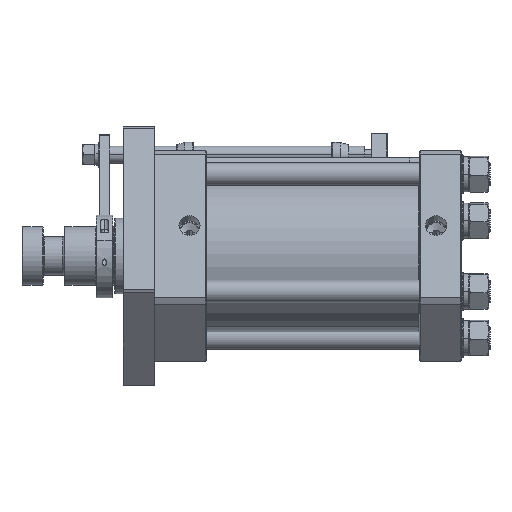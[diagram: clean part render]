
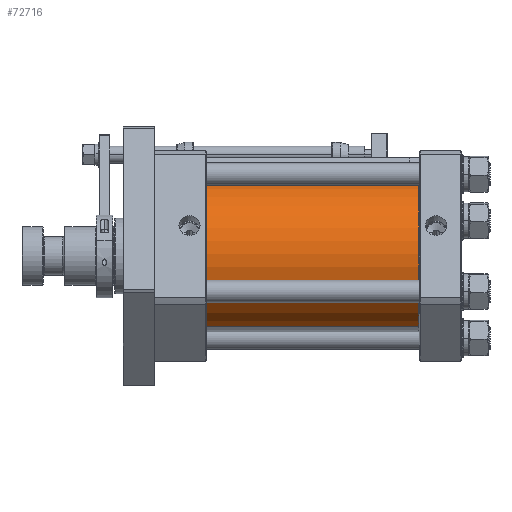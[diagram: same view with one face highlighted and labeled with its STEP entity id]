
A CAD part, left-side view. The second image highlights one B-rep face of the part: STEP entity #72716.
In plain terms, the highlighted cylindrical face has radius 90 mm (diameter 180 mm), a partial arc.
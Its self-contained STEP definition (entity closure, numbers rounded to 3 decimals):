
#443 = CARTESIAN_POINT ( 'NONE',  ( -430.632, -73.084, 0. ) ) ;
#445 = DIRECTION ( 'NONE',  ( -1., 0., 0. ) ) ;
#447 = DIRECTION ( 'NONE',  ( 0., 0., 1. ) ) ;
#8650 = FACE_OUTER_BOUND ( 'NONE', #84980, .T. ) ;
#8651 = CYLINDRICAL_SURFACE ( 'NONE', #21113, 90. ) ;
#21113 = AXIS2_PLACEMENT_3D ( 'NONE', #443, #445, #447 ) ;
#27155 = VERTEX_POINT ( 'NONE', #71010 ) ;
#27159 = VERTEX_POINT ( 'NONE', #70758 ) ;
#28270 = LINE ( 'NONE', #63090, #38384 ) ;
#28271 = LINE ( 'NONE', #63092, #38386 ) ;
#32503 = VERTEX_POINT ( 'NONE', #47724 ) ;
#32578 = VERTEX_POINT ( 'NONE', #47408 ) ;
#32927 = ORIENTED_EDGE ( 'NONE', *, *, #87122, .T. ) ;
#32928 = ORIENTED_EDGE ( 'NONE', *, *, #87121, .F. ) ;
#32929 = ORIENTED_EDGE ( 'NONE', *, *, #87123, .T. ) ;
#32930 = ORIENTED_EDGE ( 'NONE', *, *, #87124, .F. ) ;
#38371 = CIRCLE ( 'NONE', #38389, 90. ) ;
#38384 = VECTOR ( 'NONE', #63091, 1000. ) ;
#38385 = CIRCLE ( 'NONE', #38387, 90. ) ;
#38386 = VECTOR ( 'NONE', #63093, 1000. ) ;
#38387 = AXIS2_PLACEMENT_3D ( 'NONE', #63094, #63095, #63096 ) ;
#38389 = AXIS2_PLACEMENT_3D ( 'NONE', #63097, #63098, #63099 ) ;
#47408 = CARTESIAN_POINT ( 'NONE',  ( -419.626, -73.084, -90. ) ) ;
#47724 = CARTESIAN_POINT ( 'NONE',  ( -167.626, -73.084, 90. ) ) ;
#63090 = CARTESIAN_POINT ( 'NONE',  ( -430.632, -73.084, -90. ) ) ;
#63091 = DIRECTION ( 'NONE',  ( -1., 0., 0. ) ) ;
#63092 = CARTESIAN_POINT ( 'NONE',  ( -430.632, -73.084, 90. ) ) ;
#63093 = DIRECTION ( 'NONE',  ( -1., 0., 0. ) ) ;
#63094 = CARTESIAN_POINT ( 'NONE',  ( -167.626, -73.084, 0. ) ) ;
#63095 = DIRECTION ( 'NONE',  ( -1., 0., 0. ) ) ;
#63096 = DIRECTION ( 'NONE',  ( 0., 0., 1. ) ) ;
#63097 = CARTESIAN_POINT ( 'NONE',  ( -419.626, -73.084, 0. ) ) ;
#63098 = DIRECTION ( 'NONE',  ( -1., 0., 0. ) ) ;
#63099 = DIRECTION ( 'NONE',  ( 0., 0., 1. ) ) ;
#70758 = CARTESIAN_POINT ( 'NONE',  ( -419.626, -73.084, 90. ) ) ;
#71010 = CARTESIAN_POINT ( 'NONE',  ( -167.626, -73.084, -90. ) ) ;
#72716 = ADVANCED_FACE ( 'NONE', ( #8650 ), #8651, .T. ) ;
#84980 = EDGE_LOOP ( 'NONE', ( #32928, #32929, #32927, #32930 ) ) ;
#87121 = EDGE_CURVE ( 'NONE', #27155, #32578, #28270, .T. ) ;
#87122 = EDGE_CURVE ( 'NONE', #32503, #27159, #28271, .T. ) ;
#87123 = EDGE_CURVE ( 'NONE', #27155, #32503, #38385, .T. ) ;
#87124 = EDGE_CURVE ( 'NONE', #32578, #27159, #38371, .T. ) ;
